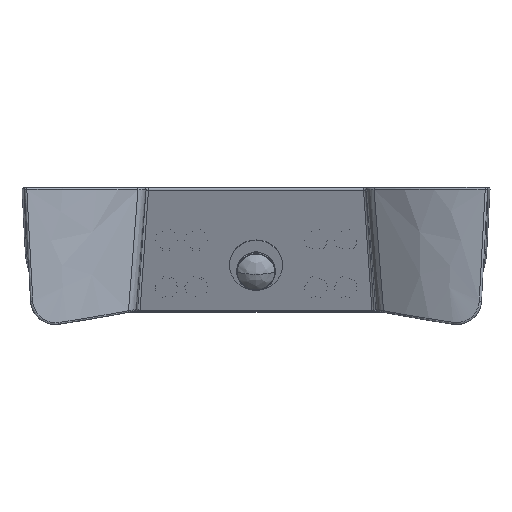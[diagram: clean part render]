
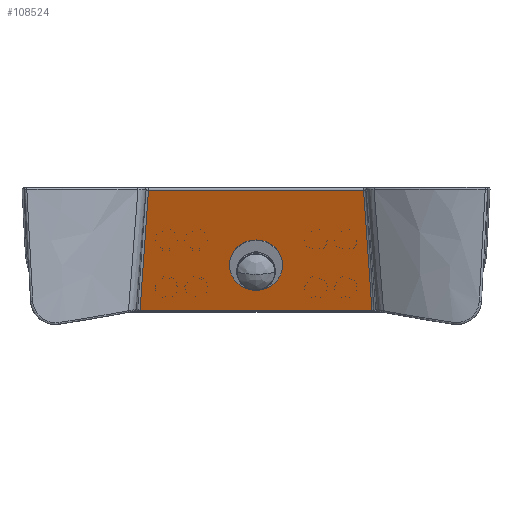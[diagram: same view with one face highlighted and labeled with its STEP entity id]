
A CAD part, top view. The second image highlights one B-rep face of the part: STEP entity #108524.
In plain terms, the highlighted planar face has unit normal (0, -0.326, 0.946).
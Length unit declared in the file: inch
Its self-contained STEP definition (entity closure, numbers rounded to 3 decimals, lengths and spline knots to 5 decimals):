
#1065 = CARTESIAN_POINT ( 'NONE',  ( 11.08346, -4.83682, 0.59045 ) ) ;
#1761 = CARTESIAN_POINT ( 'NONE',  ( -0.2682, -3.38217, 1.09133 ) ) ;
#2593 = CARTESIAN_POINT ( 'NONE',  ( 4.24302, -0.10438, 2.21997 ) ) ;
#3361 = EDGE_CURVE ( 'NONE', #54530, #77257, #104703, .T. ) ;
#3890 = ORIENTED_EDGE ( 'NONE', *, *, #3361, .F. ) ;
#5216 = CARTESIAN_POINT ( 'NONE',  ( 0.14099, -3.44577, 1.06943 ) ) ;
#5823 = CARTESIAN_POINT ( 'NONE',  ( 0.28952, -3.36475, 1.09733 ) ) ;
#6433 = CARTESIAN_POINT ( 'NONE',  ( 0.41572, -3.18644, 1.15873 ) ) ;
#9456 = ORIENTED_EDGE ( 'NONE', *, *, #55519, .T. ) ;
#9926 = CARTESIAN_POINT ( 'NONE',  ( 0., -3.46752, 1.06194 ) ) ;
#10535 = CARTESIAN_POINT ( 'NONE',  ( -0.33028, -3.3262, 1.1106 ) ) ;
#11173 = CARTESIAN_POINT ( 'NONE',  ( -0.39455, -3.23641, 1.14152 ) ) ;
#13336 = VERTEX_POINT ( 'NONE', #102704 ) ;
#13395 = CARTESIAN_POINT ( 'NONE',  ( 0.37278, -3.27207, 1.12924 ) ) ;
#13993 = CARTESIAN_POINT ( 'NONE',  ( 0.05748, -3.46482, 1.06287 ) ) ;
#14596 = CARTESIAN_POINT ( 'NONE',  ( 0.43898, -3.05246, 1.20486 ) ) ;
#15239 = CARTESIAN_POINT ( 'NONE',  ( 0.25553, -3.39022, 1.08856 ) ) ;
#16860 = CARTESIAN_POINT ( 'NONE',  ( -0.41597, -3.18576, 1.15896 ) ) ;
#18607 = LINE ( 'NONE', #1065, #94673 ) ;
#19335 = CARTESIAN_POINT ( 'NONE',  ( -0.11425, -3.45345, 1.06679 ) ) ;
#20971 = ORIENTED_EDGE ( 'NONE', *, *, #32145, .F. ) ;
#22765 = CIRCLE ( 'NONE', #44791, 0.43898 ) ;
#23127 = DIRECTION ( 'NONE',  ( 0., -0.326, 0.946 ) ) ;
#24695 = EDGE_LOOP ( 'NONE', ( #9456, #29627, #67235, #20971 ) ) ;
#28085 = CARTESIAN_POINT ( 'NONE',  ( -0.38109, -3.26024, 1.13331 ) ) ;
#28369 = VERTEX_POINT ( 'NONE', #44201 ) ;
#29627 = ORIENTED_EDGE ( 'NONE', *, *, #90057, .F. ) ;
#29958 = CARTESIAN_POINT ( 'NONE',  ( -0.23226, -3.40493, 1.0835 ) ) ;
#30566 = CARTESIAN_POINT ( 'NONE',  ( -0.1417, -3.44554, 1.06951 ) ) ;
#32145 = EDGE_CURVE ( 'NONE', #45807, #46894, #18607, .T. ) ;
#33401 = CARTESIAN_POINT ( 'NONE',  ( 0.09953, -3.45693, 1.06559 ) ) ;
#33993 = CARTESIAN_POINT ( 'NONE',  ( 4.57517, -4.83682, 0.59045 ) ) ;
#34620 = CARTESIAN_POINT ( 'NONE',  ( 0.41088, -3.19916, 1.15435 ) ) ;
#38116 = CARTESIAN_POINT ( 'NONE',  ( -0.2198, -3.412, 1.08106 ) ) ;
#38734 = CARTESIAN_POINT ( 'NONE',  ( -0.34863, -3.30505, 1.11789 ) ) ;
#43435 = CARTESIAN_POINT ( 'NONE',  ( 0.15469, -3.44114, 1.07103 ) ) ;
#44038 = CARTESIAN_POINT ( 'NONE',  ( 0.42763, -3.1472, 1.17224 ) ) ;
#44201 = CARTESIAN_POINT ( 'NONE',  ( -0.43898, -3.05246, 1.20486 ) ) ;
#44654 = CARTESIAN_POINT ( 'NONE',  ( 0.42409, -3.16049, 1.16766 ) ) ;
#44791 = AXIS2_PLACEMENT_3D ( 'NONE', #45025, #23127, #72549 ) ;
#45025 = CARTESIAN_POINT ( 'NONE',  ( 0., -3.05246, 1.20486 ) ) ;
#45807 = VERTEX_POINT ( 'NONE', #61623 ) ;
#46894 = VERTEX_POINT ( 'NONE', #60167 ) ;
#47035 = VECTOR ( 'NONE', #110770, 39.37008 ) ;
#47688 = ORIENTED_EDGE ( 'NONE', *, *, #106292, .F. ) ;
#50210 = LINE ( 'NONE', #2593, #110852 ) ;
#52186 = CARTESIAN_POINT ( 'NONE',  ( 0.38026, -3.26029, 1.1333 ) ) ;
#52807 = CARTESIAN_POINT ( 'NONE',  ( 0., -3.46752, 1.06194 ) ) ;
#53432 = CARTESIAN_POINT ( 'NONE',  ( 0.26714, -3.38209, 1.09136 ) ) ;
#54530 = VERTEX_POINT ( 'NONE', #79280 ) ;
#55048 = LINE ( 'NONE', #83832, #47035 ) ;
#55519 = EDGE_CURVE ( 'NONE', #45807, #13336, #92191, .T. ) ;
#58022 = EDGE_CURVE ( 'NONE', #28369, #54530, #77010, .T. ) ;
#58578 = ORIENTED_EDGE ( 'NONE', *, *, #58022, .F. ) ;
#59921 = PLANE ( 'NONE',  #90863 ) ;
#60167 = CARTESIAN_POINT ( 'NONE',  ( -4.57517, -4.83682, 0.59045 ) ) ;
#61623 = CARTESIAN_POINT ( 'NONE',  ( 4.57517, -4.83682, 0.59045 ) ) ;
#63224 = VERTEX_POINT ( 'NONE', #65175 ) ;
#63447 = CARTESIAN_POINT ( 'NONE',  ( 0.43898, -3.07987, 1.19542 ) ) ;
#64444 = CARTESIAN_POINT ( 'NONE',  ( -0.42778, -3.14657, 1.17246 ) ) ;
#65175 = CARTESIAN_POINT ( 'NONE',  ( -4.24302, -0.10438, 2.21997 ) ) ;
#67235 = ORIENTED_EDGE ( 'NONE', *, *, #96575, .F. ) ;
#68749 = CARTESIAN_POINT ( 'NONE',  ( -0.29028, -3.36499, 1.09725 ) ) ;
#69208 = EDGE_LOOP ( 'NONE', ( #58578, #47688, #3890 ) ) ;
#72187 = DIRECTION ( 'NONE',  ( -0.066, 0.943, 0.325 ) ) ;
#72193 = CARTESIAN_POINT ( 'NONE',  ( 0.19455, -3.42553, 1.0764 ) ) ;
#72549 = DIRECTION ( 'NONE',  ( 0., -0.946, -0.326 ) ) ;
#77010 = B_SPLINE_CURVE_WITH_KNOTS ( 'NONE', 3,
 ( #120788, #103852, #83236, #64444, #102613, #16860, #114473, #11173, #28085, #104457, #38734, #10535, #85087, #68749, #1761, #29958, #38116, #113875, #86916, #30566, #19335, #115117, #86285, #105108, #9926 ),
 .UNSPECIFIED., .F., .F.,
 ( 4, 2, 2, 2, 2, 2, 2, 2, 2, 1, 2, 2, 4 ),
 ( 0., 0.00218, 0.00327, 0.00435, 0.00653, 0.00762, 0.00871, 0.01088, 0.01197, 0.01306, 0.01415, 0.01524, 0.01742 ),
 .UNSPECIFIED. ) ;
#77257 = VERTEX_POINT ( 'NONE', #121139 ) ;
#79280 = CARTESIAN_POINT ( 'NONE',  ( 0., -3.46752, 1.06194 ) ) ;
#81608 = CARTESIAN_POINT ( 'NONE',  ( 0.34871, -3.30605, 1.11754 ) ) ;
#82199 = CARTESIAN_POINT ( 'NONE',  ( 0.33054, -3.32693, 1.11035 ) ) ;
#82830 = CARTESIAN_POINT ( 'NONE',  ( 0.39381, -3.23634, 1.14155 ) ) ;
#83236 = CARTESIAN_POINT ( 'NONE',  ( -0.43612, -3.10681, 1.18615 ) ) ;
#83832 = CARTESIAN_POINT ( 'NONE',  ( -4.24302, -0.10438, 2.21997 ) ) ;
#85087 = CARTESIAN_POINT ( 'NONE',  ( -0.32063, -3.33627, 1.10713 ) ) ;
#86199 = DIRECTION ( 'NONE',  ( -1., 0., 0. ) ) ;
#86285 = CARTESIAN_POINT ( 'NONE',  ( -0.05766, -3.46482, 1.06287 ) ) ;
#86916 = CARTESIAN_POINT ( 'NONE',  ( -0.16861, -3.4364, 1.07266 ) ) ;
#88075 = FACE_OUTER_BOUND ( 'NONE', #24695, .T. ) ;
#88693 = DIRECTION ( 'NONE',  ( 0., 0.326, -0.946 ) ) ;
#89746 = CARTESIAN_POINT ( 'NONE',  ( 0.02899, -3.46752, 1.06194 ) ) ;
#89923 = CARTESIAN_POINT ( 'NONE',  ( 11.08346, -4.88704, 0.57316 ) ) ;
#90057 = EDGE_CURVE ( 'NONE', #63224, #13336, #50210, .T. ) ;
#90863 = AXIS2_PLACEMENT_3D ( 'NONE', #89923, #88693, #98076 ) ;
#92191 = LINE ( 'NONE', #33993, #118127 ) ;
#92198 = CARTESIAN_POINT ( 'NONE',  ( 0.11343, -3.45366, 1.06672 ) ) ;
#94673 = VECTOR ( 'NONE', #86199, 39.37008 ) ;
#96575 = EDGE_CURVE ( 'NONE', #46894, #63224, #55048, .T. ) ;
#98076 = DIRECTION ( 'NONE',  ( 0., 0.946, 0.326 ) ) ;
#99330 = FACE_BOUND ( 'NONE', #69208, .T. ) ;
#102613 = CARTESIAN_POINT ( 'NONE',  ( -0.42431, -3.15971, 1.16793 ) ) ;
#102704 = CARTESIAN_POINT ( 'NONE',  ( 4.24302, -0.10438, 2.21997 ) ) ;
#103852 = CARTESIAN_POINT ( 'NONE',  ( -0.43898, -3.07987, 1.19542 ) ) ;
#104457 = CARTESIAN_POINT ( 'NONE',  ( -0.35723, -3.29406, 1.12167 ) ) ;
#104703 = B_SPLINE_CURVE_WITH_KNOTS ( 'NONE', 3,
 ( #52807, #89746, #13993, #33401, #92198, #5216, #43435, #72193, #118536, #15239, #53432, #5823, #121014, #82199, #81608, #13395, #52186, #82830, #111007, #34620, #6433, #44654, #44038, #120375, #63447, #14596 ),
 .UNSPECIFIED., .F., .F.,
 ( 4, 2, 2, 2, 2, 2, 2, 2, 2, 2, 2, 2, 4 ),
 ( 0., 0.00218, 0.00327, 0.00435, 0.00653, 0.00762, 0.00871, 0.01089, 0.01197, 0.01306, 0.01415, 0.01524, 0.01742 ),
 .UNSPECIFIED. ) ;
#105108 = CARTESIAN_POINT ( 'NONE',  ( -0.02899, -3.46752, 1.06194 ) ) ;
#106292 = EDGE_CURVE ( 'NONE', #77257, #28369, #22765, .T. ) ;
#107798 = DIRECTION ( 'NONE',  ( 1., 0., 0. ) ) ;
#108524 = ADVANCED_FACE ( 'NONE', ( #88075, #99330 ), #59921, .F. ) ;
#110770 = DIRECTION ( 'NONE',  ( 0.066, 0.943, 0.325 ) ) ;
#110852 = VECTOR ( 'NONE', #107798, 39.37008 ) ;
#111007 = CARTESIAN_POINT ( 'NONE',  ( 0.39993, -3.22411, 1.14576 ) ) ;
#113875 = CARTESIAN_POINT ( 'NONE',  ( -0.19447, -3.42482, 1.07665 ) ) ;
#114473 = CARTESIAN_POINT ( 'NONE',  ( -0.41107, -3.19871, 1.1545 ) ) ;
#115117 = CARTESIAN_POINT ( 'NONE',  ( -0.1002, -3.45679, 1.06564 ) ) ;
#118127 = VECTOR ( 'NONE', #72187, 39.37008 ) ;
#118536 = CARTESIAN_POINT ( 'NONE',  ( 0.21976, -3.41279, 1.08079 ) ) ;
#120375 = CARTESIAN_POINT ( 'NONE',  ( 0.43612, -3.10698, 1.18609 ) ) ;
#120788 = CARTESIAN_POINT ( 'NONE',  ( -0.43898, -3.05246, 1.20486 ) ) ;
#121014 = CARTESIAN_POINT ( 'NONE',  ( 0.30017, -3.35562, 1.10047 ) ) ;
#121139 = CARTESIAN_POINT ( 'NONE',  ( 0.43898, -3.05246, 1.20486 ) ) ;
